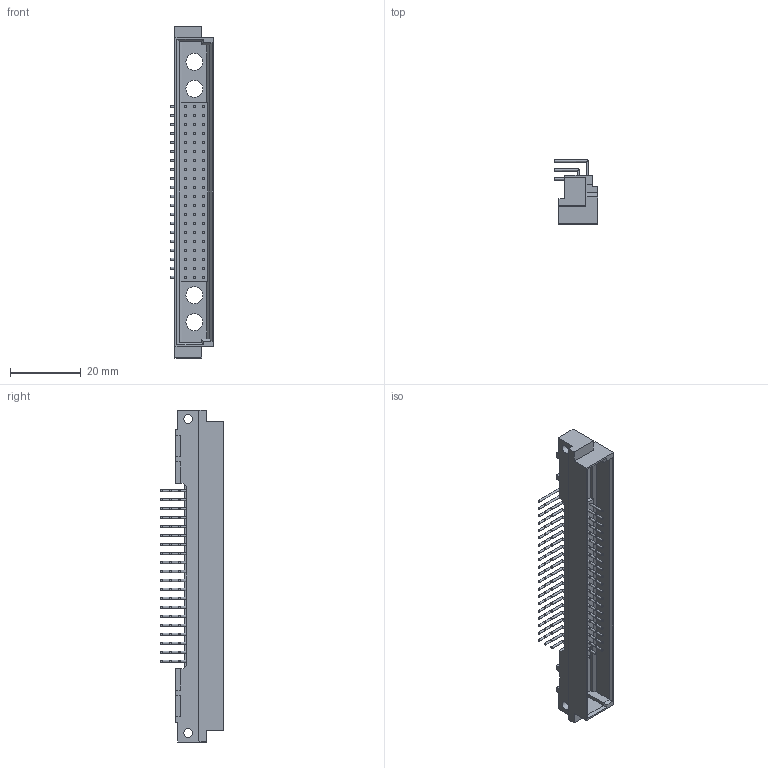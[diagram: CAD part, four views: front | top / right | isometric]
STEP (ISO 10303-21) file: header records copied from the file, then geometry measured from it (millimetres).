
FILE_DESCRIPTION(/* description */ (''),/* implementation_level */ '2;1');
FILE_NAME(/* name */ '100072340ugm000_b.stp',/* time_stamp */ '2015-03-03T11:54:26+01:00',/* author */ (''),/* organization */ (''),/* preprocessor_version */ 'ST-DEVELOPER v15',/* originating_system */ 'SIEMENS PLM Software NX 8.5',/* authorisation */ '');
FILE_SCHEMA (('AUTOMOTIVE_DESIGN { 1 0 10303 214 3 1 1 1 }'));
Length unit declared in the file: millimetre
Products named in the file (1): 100072340ugm000_b
Bounding box: 12.35 x 18.02 x 94 mm (x, y, z)
Volume: 5507.6 mm3; surface area: 7779.8 mm2
Topology: 1 solids, 1 shells, 441 faces, 946 edges, 509 vertices
Faces by surface type: plane 195, cylinder 186, sphere 60
Full cylindrical faces by diameter (mm): 0.6 x180, 2.5 x2, 4.82 x4
Entity records: 11312 total; most frequent: CARTESIAN_POINT 2371, DIRECTION 1836, ORIENTED_EDGE 1280, AXIS2_PLACEMENT_3D 814, EDGE_LOOP 760, EDGE_CURVE 640, FACE_BOUND 518, VERTEX_POINT 508
